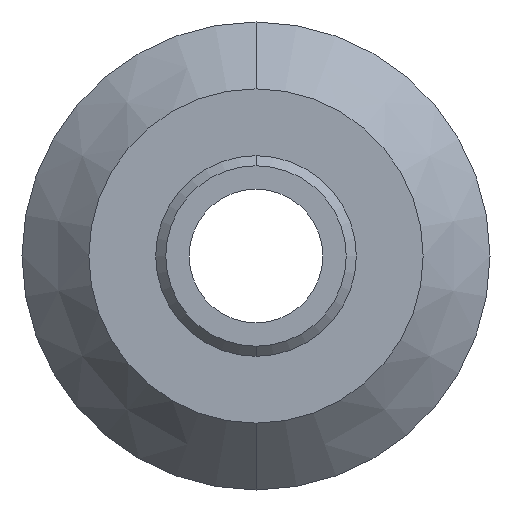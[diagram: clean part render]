
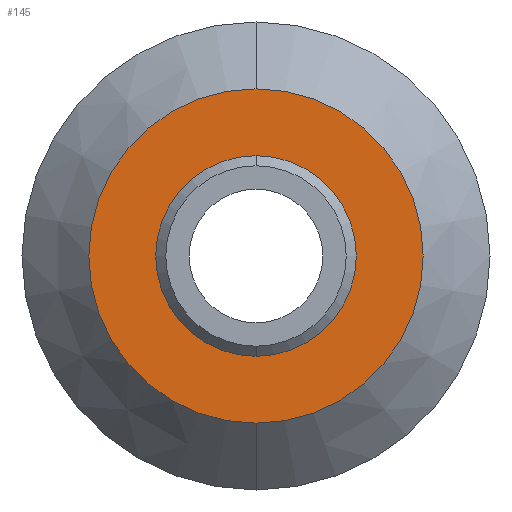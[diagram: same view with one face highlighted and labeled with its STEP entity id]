
A CAD part, front view. The second image highlights one B-rep face of the part: STEP entity #145.
In plain terms, the highlighted planar face has unit normal (0, -1, 0).
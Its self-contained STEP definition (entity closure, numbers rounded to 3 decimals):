
#71 = EDGE_CURVE ( 'NONE', #82, #104, #443, .T. ) ;
#82 = VERTEX_POINT ( 'NONE', #433 ) ;
#87 = EDGE_CURVE ( 'NONE', #248, #249, #428, .T. ) ;
#104 = VERTEX_POINT ( 'NONE', #495 ) ;
#116 = ORIENTED_EDGE ( 'NONE', *, *, #87, .F. ) ;
#124 = EDGE_CURVE ( 'NONE', #104, #82, #511, .T. ) ;
#135 = ORIENTED_EDGE ( 'NONE', *, *, #124, .T. ) ;
#139 = EDGE_LOOP ( 'NONE', ( #135, #158 ) ) ;
#143 = EDGE_CURVE ( 'NONE', #249, #248, #692, .T. ) ;
#145 = ADVANCED_FACE ( 'NONE', ( #662, #602 ), #656, .T. ) ;
#157 = EDGE_LOOP ( 'NONE', ( #116, #251 ) ) ;
#158 = ORIENTED_EDGE ( 'NONE', *, *, #71, .T. ) ;
#248 = VERTEX_POINT ( 'NONE', #760 ) ;
#249 = VERTEX_POINT ( 'NONE', #814 ) ;
#251 = ORIENTED_EDGE ( 'NONE', *, *, #143, .F. ) ;
#428 = CIRCLE ( 'NONE', #479, 3. ) ;
#433 = CARTESIAN_POINT ( 'NONE',  ( 0., 18., -5. ) ) ;
#440 = DIRECTION ( 'NONE',  ( 0., -1., 0. ) ) ;
#441 = CARTESIAN_POINT ( 'NONE',  ( 0., 18., 0. ) ) ;
#442 = AXIS2_PLACEMENT_3D ( 'NONE', #441, #440, #465 ) ;
#443 = CIRCLE ( 'NONE', #442, 5. ) ;
#465 = DIRECTION ( 'NONE',  ( 0., 0., -1. ) ) ;
#476 = DIRECTION ( 'NONE',  ( 0., 0., -1. ) ) ;
#477 = DIRECTION ( 'NONE',  ( 0., -1., 0. ) ) ;
#478 = CARTESIAN_POINT ( 'NONE',  ( 0., 18., 0. ) ) ;
#479 = AXIS2_PLACEMENT_3D ( 'NONE', #478, #477, #476 ) ;
#495 = CARTESIAN_POINT ( 'NONE',  ( 0., 18., 5. ) ) ;
#509 = CARTESIAN_POINT ( 'NONE',  ( 0., 18., 0. ) ) ;
#510 = AXIS2_PLACEMENT_3D ( 'NONE', #509, #535, #534 ) ;
#511 = CIRCLE ( 'NONE', #510, 5. ) ;
#534 = DIRECTION ( 'NONE',  ( 0., 0., -1. ) ) ;
#535 = DIRECTION ( 'NONE',  ( 0., -1., 0. ) ) ;
#602 = FACE_BOUND ( 'NONE', #157, .T. ) ;
#607 = AXIS2_PLACEMENT_3D ( 'NONE', #655, #617, #616 ) ;
#616 = DIRECTION ( 'NONE',  ( 0., 0., -1. ) ) ;
#617 = DIRECTION ( 'NONE',  ( 0., -1., 0. ) ) ;
#625 = AXIS2_PLACEMENT_3D ( 'NONE', #661, #630, #658 ) ;
#630 = DIRECTION ( 'NONE',  ( 0., -1., 0. ) ) ;
#655 = CARTESIAN_POINT ( 'NONE',  ( 5., 18., 0. ) ) ;
#656 = PLANE ( 'NONE',  #607 ) ;
#658 = DIRECTION ( 'NONE',  ( 0., 0., -1. ) ) ;
#661 = CARTESIAN_POINT ( 'NONE',  ( 0., 18., 0. ) ) ;
#662 = FACE_OUTER_BOUND ( 'NONE', #139, .T. ) ;
#692 = CIRCLE ( 'NONE', #625, 3. ) ;
#760 = CARTESIAN_POINT ( 'NONE',  ( 0., 18., -3. ) ) ;
#814 = CARTESIAN_POINT ( 'NONE',  ( 0., 18., 3. ) ) ;
